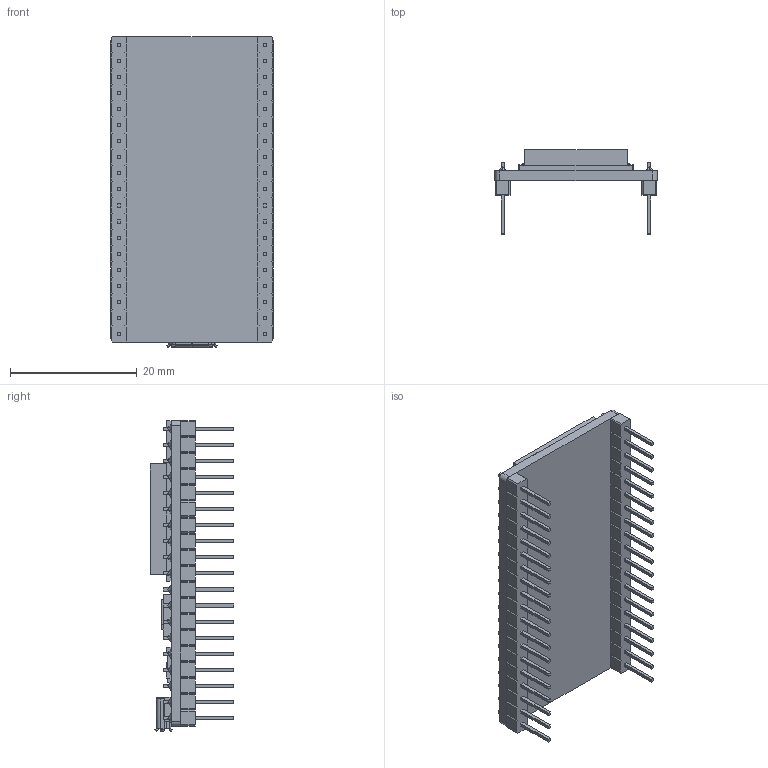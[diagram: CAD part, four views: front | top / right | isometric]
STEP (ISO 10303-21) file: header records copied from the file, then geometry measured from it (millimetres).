
FILE_DESCRIPTION (( 'STEP AP214' ), '1' );
FILE_NAME ('HiLetgo ESP32.STEP', '2021-05-21T16:53:11', ( '' ), ( '' ), 'SwSTEP 2.0', 'SolidWorks 2020', '' );
FILE_SCHEMA (( 'AUTOMOTIVE_DESIGN' ));
Length unit declared in the file: inch
Products named in the file (5): molex_0473460001; HiLetgo ESP32; PCB Button; Pin Headers ESP32
Assembly tree (6 placements, depth 2):
  HiLetgo ESP32
    HiLetgo ESP32
    molex_0473460001
    PCB Button  x2
    Pin Headers ESP32  x2
Bounding box: 25.65 x 13.21 x 49.12 mm (x, y, z)
Volume: 3686.6 mm3; surface area: 6624.2 mm2
Topology: 10 solids, 10 shells, 1384 faces, 3763 edges, 2509 vertices
Faces by surface type: plane 1169, cylinder 121, torus 76, bspline 14, sphere 4
Entity records: 37395 total; most frequent: CARTESIAN_POINT 6728, ORIENTED_EDGE 5114, DIRECTION 4185, EDGE_CURVE 2557, VECTOR 1975, LINE 1975, VERTEX_POINT 1695, AXIS2_PLACEMENT_3D 1105
